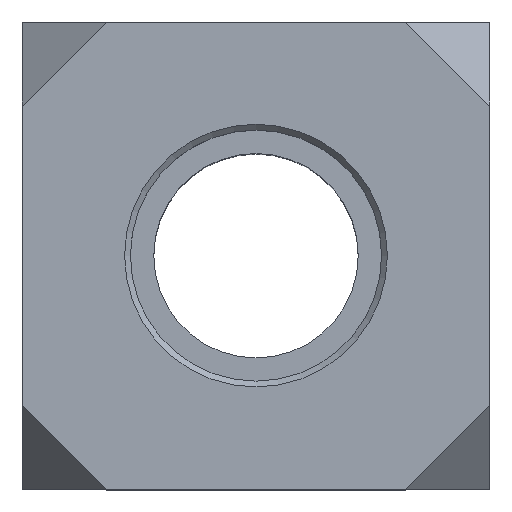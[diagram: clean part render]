
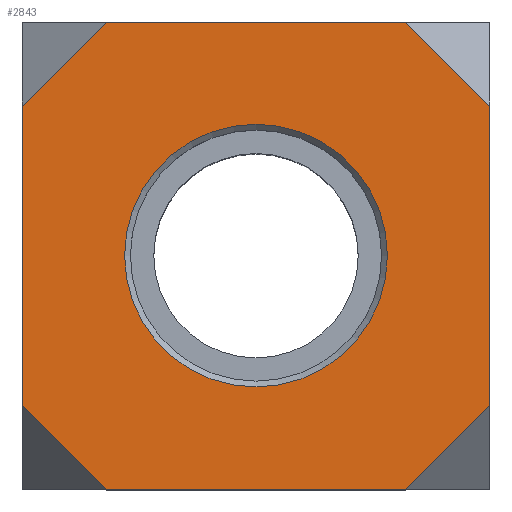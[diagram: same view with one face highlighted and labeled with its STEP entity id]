
A CAD part, top view. The second image highlights one B-rep face of the part: STEP entity #2843.
In plain terms, the highlighted planar face has unit normal (0, 0, 1).
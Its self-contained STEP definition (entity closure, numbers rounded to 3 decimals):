
#28=CIRCLE('',#2911,11.25);
#40=FACE_BOUND('',#339,.T.);
#183=FACE_OUTER_BOUND('',#338,.T.);
#338=EDGE_LOOP('',(#2548,#2549,#2550,#2551,#2552,#2553,#2554,#2555));
#339=EDGE_LOOP('',(#2556));
#346=LINE('',#3720,#734);
#371=LINE('',#3770,#759);
#381=LINE('',#3791,#769);
#403=LINE('',#3833,#791);
#590=LINE('',#4225,#978);
#594=LINE('',#4235,#982);
#635=LINE('',#4317,#1023);
#718=LINE('',#4485,#1106);
#734=VECTOR('',#3022,10.);
#759=VECTOR('',#3049,10.);
#769=VECTOR('',#3063,10.);
#791=VECTOR('',#3101,10.);
#978=VECTOR('',#3448,10.);
#982=VECTOR('',#3456,10.);
#1023=VECTOR('',#3533,10.);
#1106=VECTOR('',#3678,10.);
#1122=VERTEX_POINT('',#3717);
#1123=VERTEX_POINT('',#3719);
#1145=VERTEX_POINT('',#3765);
#1147=VERTEX_POINT('',#3768);
#1156=VERTEX_POINT('',#3789);
#1228=VERTEX_POINT('',#4016);
#1293=VERTEX_POINT('',#4223);
#1296=VERTEX_POINT('',#4232);
#1297=VERTEX_POINT('',#4234);
#1384=EDGE_CURVE('',#1123,#1122,#346,.T.);
#1409=EDGE_CURVE('',#1145,#1147,#371,.F.);
#1419=EDGE_CURVE('',#1156,#1122,#381,.T.);
#1441=EDGE_CURVE('',#1156,#1145,#403,.T.);
#1531=EDGE_CURVE('',#1228,#1228,#28,.T.);
#1634=EDGE_CURVE('',#1293,#1123,#590,.F.);
#1638=EDGE_CURVE('',#1296,#1297,#594,.T.);
#1679=EDGE_CURVE('',#1296,#1293,#635,.T.);
#1762=EDGE_CURVE('',#1147,#1297,#718,.T.);
#2548=ORIENTED_EDGE('',*,*,#1638,.F.);
#2549=ORIENTED_EDGE('',*,*,#1679,.T.);
#2550=ORIENTED_EDGE('',*,*,#1634,.T.);
#2551=ORIENTED_EDGE('',*,*,#1384,.T.);
#2552=ORIENTED_EDGE('',*,*,#1419,.F.);
#2553=ORIENTED_EDGE('',*,*,#1441,.T.);
#2554=ORIENTED_EDGE('',*,*,#1409,.T.);
#2555=ORIENTED_EDGE('',*,*,#1762,.T.);
#2556=ORIENTED_EDGE('',*,*,#1531,.F.);
#2699=PLANE('',#3008);
#2843=ADVANCED_FACE('',(#183,#40),#2699,.T.);
#2911=AXIS2_PLACEMENT_3D('',#4017,#3264,#3265);
#3008=AXIS2_PLACEMENT_3D('',#4505,#3699,#3700);
#3022=DIRECTION('',(-1.,0.,0.));
#3049=DIRECTION('',(-0.707,0.707,0.));
#3063=DIRECTION('',(0.707,0.707,0.));
#3101=DIRECTION('',(0.,-1.,0.));
#3264=DIRECTION('center_axis',(0.,0.,1.));
#3265=DIRECTION('ref_axis',(-1.,0.,0.));
#3448=DIRECTION('',(0.707,-0.707,0.));
#3456=DIRECTION('',(-0.707,-0.707,0.));
#3533=DIRECTION('',(0.,1.,0.));
#3678=DIRECTION('',(1.,0.,0.));
#3699=DIRECTION('center_axis',(0.,0.,1.));
#3700=DIRECTION('ref_axis',(-1.,0.,0.));
#3717=CARTESIAN_POINT('',(-12.804,20.,40.));
#3719=CARTESIAN_POINT('',(12.804,20.,40.));
#3720=CARTESIAN_POINT('',(10.,20.,40.));
#3765=CARTESIAN_POINT('',(-20.,-12.804,40.));
#3768=CARTESIAN_POINT('',(-12.804,-20.,40.));
#3770=CARTESIAN_POINT('',(-16.152,-16.652,40.));
#3789=CARTESIAN_POINT('',(-20.,12.804,40.));
#3791=CARTESIAN_POINT('',(-16.652,16.152,40.));
#3833=CARTESIAN_POINT('',(-20.,10.,40.));
#4016=CARTESIAN_POINT('',(11.25,0.,40.));
#4017=CARTESIAN_POINT('Origin',(0.,0.,40.));
#4223=CARTESIAN_POINT('',(20.,12.804,40.));
#4225=CARTESIAN_POINT('',(16.152,16.652,40.));
#4232=CARTESIAN_POINT('',(20.,-12.804,40.));
#4234=CARTESIAN_POINT('',(12.804,-20.,40.));
#4235=CARTESIAN_POINT('',(16.652,-16.152,40.));
#4317=CARTESIAN_POINT('',(20.,-10.,40.));
#4485=CARTESIAN_POINT('',(-10.,-20.,40.));
#4505=CARTESIAN_POINT('Origin',(0.,0.,40.));
